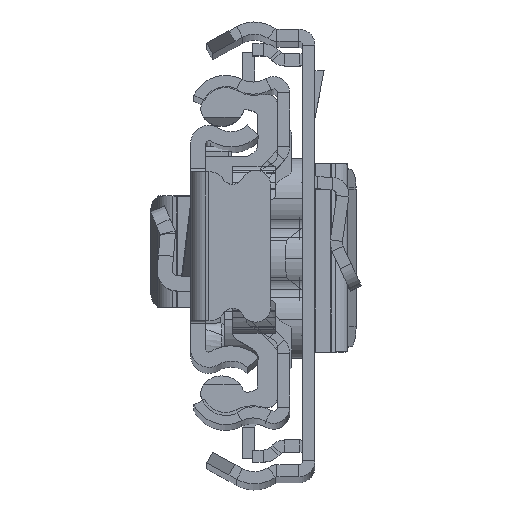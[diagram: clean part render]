
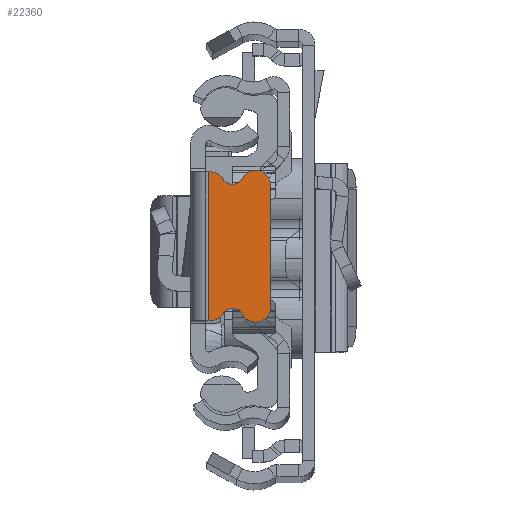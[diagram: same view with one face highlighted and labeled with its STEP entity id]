
A CAD part, top view. The second image highlights one B-rep face of the part: STEP entity #22360.
In plain terms, the highlighted planar face has unit normal (0, 0, 1).
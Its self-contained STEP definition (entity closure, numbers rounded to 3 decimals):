
#157 = VERTEX_POINT ( 'NONE', #650 ) ;
#342 = AXIS2_PLACEMENT_3D ( 'NONE', #13820, #2019, #7914 ) ;
#405 = VECTOR ( 'NONE', #18049, 1000. ) ;
#650 = CARTESIAN_POINT ( 'NONE',  ( -1.929, 7.37, 0. ) ) ;
#1170 = CARTESIAN_POINT ( 'NONE',  ( -1.929, 7.37, 0. ) ) ;
#1545 = ORIENTED_EDGE ( 'NONE', *, *, #6766, .F. ) ;
#1874 = ORIENTED_EDGE ( 'NONE', *, *, #4621, .F. ) ;
#2019 = DIRECTION ( 'NONE',  ( 0., 0., 1. ) ) ;
#2437 = CIRCLE ( 'NONE', #13582, 1.5 ) ;
#2690 = CARTESIAN_POINT ( 'NONE',  ( -5.109, -6.713, 0. ) ) ;
#3083 = ORIENTED_EDGE ( 'NONE', *, *, #16124, .T. ) ;
#3133 = CARTESIAN_POINT ( 'NONE',  ( -4.142, -7.236, 0. ) ) ;
#3596 = DIRECTION ( 'NONE',  ( 1., 0., 0. ) ) ;
#4290 = ORIENTED_EDGE ( 'NONE', *, *, #4495, .T. ) ;
#4441 = VERTEX_POINT ( 'NONE', #22933 ) ;
#4495 = EDGE_CURVE ( 'NONE', #25151, #25179, #17957, .T. ) ;
#4621 = EDGE_CURVE ( 'NONE', #4441, #14826, #11729, .T. ) ;
#5316 = DIRECTION ( 'NONE',  ( 1., 0., 0. ) ) ;
#5385 = DIRECTION ( 'NONE',  ( 0., -1., 0. ) ) ;
#5618 = DIRECTION ( 'NONE',  ( 0., 0., 1. ) ) ;
#5731 = VERTEX_POINT ( 'NONE', #25800 ) ;
#5811 = CARTESIAN_POINT ( 'NONE',  ( -1.929, -7.37, 0. ) ) ;
#6537 = CARTESIAN_POINT ( 'NONE',  ( -1.75, 7.37, 0. ) ) ;
#6766 = EDGE_CURVE ( 'NONE', #157, #18576, #19584, .T. ) ;
#7024 = DIRECTION ( 'NONE',  ( 0., 0., -1. ) ) ;
#7262 = FACE_OUTER_BOUND ( 'NONE', #15093, .T. ) ;
#7269 = LINE ( 'NONE', #23581, #14337 ) ;
#7576 = VECTOR ( 'NONE', #5316, 1000. ) ;
#7630 = CARTESIAN_POINT ( 'NONE',  ( -1.929, -5.87, 0. ) ) ;
#7914 = DIRECTION ( 'NONE',  ( -1., 0., 0. ) ) ;
#8004 = ORIENTED_EDGE ( 'NONE', *, *, #17470, .T. ) ;
#8072 = CARTESIAN_POINT ( 'NONE',  ( -3.206, 6.658, 0. ) ) ;
#8273 = CIRCLE ( 'NONE', #19456, 1.5 ) ;
#9319 = DIRECTION ( 'NONE',  ( -1., 0., 0. ) ) ;
#9687 = CARTESIAN_POINT ( 'NONE',  ( -1.75, 0., 0. ) ) ;
#10130 = CARTESIAN_POINT ( 'NONE',  ( -6.429, 6., 0. ) ) ;
#11093 = EDGE_CURVE ( 'NONE', #21806, #16409, #23561, .T. ) ;
#11575 = DIRECTION ( 'NONE',  ( 1., 0., 0. ) ) ;
#11684 = AXIS2_PLACEMENT_3D ( 'NONE', #11878, #17930, #14026 ) ;
#11729 = LINE ( 'NONE', #5811, #405 ) ;
#11878 = CARTESIAN_POINT ( 'NONE',  ( -4.142, 7.236, 0. ) ) ;
#11886 = DIRECTION ( 'NONE',  ( 1., 0., 0. ) ) ;
#11955 = AXIS2_PLACEMENT_3D ( 'NONE', #10130, #18479, #16337 ) ;
#12779 = CIRCLE ( 'NONE', #342, 1.5 ) ;
#13582 = AXIS2_PLACEMENT_3D ( 'NONE', #26292, #26424, #11886 ) ;
#13800 = ORIENTED_EDGE ( 'NONE', *, *, #11093, .T. ) ;
#13820 = CARTESIAN_POINT ( 'NONE',  ( -1.929, 5.87, 0. ) ) ;
#13832 = CIRCLE ( 'NONE', #11684, 1.1 ) ;
#14026 = DIRECTION ( 'NONE',  ( 1., 0., 0. ) ) ;
#14137 = EDGE_CURVE ( 'NONE', #20903, #21806, #13832, .T. ) ;
#14337 = VECTOR ( 'NONE', #5385, 1000. ) ;
#14826 = VERTEX_POINT ( 'NONE', #23681 ) ;
#15093 = EDGE_LOOP ( 'NONE', ( #18484, #1545, #18430, #18531, #13800, #23248, #8004, #4290, #3083, #1874 ) ) ;
#15337 = VECTOR ( 'NONE', #20197, 1000. ) ;
#15492 = PLANE ( 'NONE',  #23642 ) ;
#16124 = EDGE_CURVE ( 'NONE', #25179, #14826, #8273, .T. ) ;
#16337 = DIRECTION ( 'NONE',  ( -1., 0., 0. ) ) ;
#16409 = VERTEX_POINT ( 'NONE', #18826 ) ;
#16751 = CARTESIAN_POINT ( 'NONE',  ( -5.109, 6.713, 0. ) ) ;
#17470 = EDGE_CURVE ( 'NONE', #5731, #25151, #2437, .T. ) ;
#17893 = DIRECTION ( 'NONE',  ( 0., 0., 1. ) ) ;
#17930 = DIRECTION ( 'NONE',  ( 0., 0., -1. ) ) ;
#17957 = CIRCLE ( 'NONE', #21422, 1.1 ) ;
#18049 = DIRECTION ( 'NONE',  ( -1., 0., 0. ) ) ;
#18122 = EDGE_CURVE ( 'NONE', #18576, #4441, #22211, .T. ) ;
#18430 = ORIENTED_EDGE ( 'NONE', *, *, #18467, .T. ) ;
#18467 = EDGE_CURVE ( 'NONE', #157, #20903, #12779, .T. ) ;
#18479 = DIRECTION ( 'NONE',  ( 0., 0., 1. ) ) ;
#18484 = ORIENTED_EDGE ( 'NONE', *, *, #18122, .F. ) ;
#18531 = ORIENTED_EDGE ( 'NONE', *, *, #14137, .T. ) ;
#18576 = VERTEX_POINT ( 'NONE', #6537 ) ;
#18826 = CARTESIAN_POINT ( 'NONE',  ( -7.929, 6., 0. ) ) ;
#19094 = CARTESIAN_POINT ( 'NONE',  ( -3.206, -6.658, 0. ) ) ;
#19456 = AXIS2_PLACEMENT_3D ( 'NONE', #7630, #5618, #3596 ) ;
#19584 = LINE ( 'NONE', #1170, #7576 ) ;
#20197 = DIRECTION ( 'NONE',  ( 0., -1., 0. ) ) ;
#20903 = VERTEX_POINT ( 'NONE', #8072 ) ;
#21422 = AXIS2_PLACEMENT_3D ( 'NONE', #3133, #7024, #9319 ) ;
#21806 = VERTEX_POINT ( 'NONE', #16751 ) ;
#22211 = LINE ( 'NONE', #9687, #15337 ) ;
#22360 = ADVANCED_FACE ( 'NONE', ( #7262 ), #15492, .T. ) ;
#22933 = CARTESIAN_POINT ( 'NONE',  ( -1.75, -7.37, 0. ) ) ;
#23248 = ORIENTED_EDGE ( 'NONE', *, *, #25915, .T. ) ;
#23561 = CIRCLE ( 'NONE', #11955, 1.5 ) ;
#23581 = CARTESIAN_POINT ( 'NONE',  ( -7.929, -6., 0. ) ) ;
#23642 = AXIS2_PLACEMENT_3D ( 'NONE', #23699, #17893, #11575 ) ;
#23681 = CARTESIAN_POINT ( 'NONE',  ( -1.929, -7.37, 0. ) ) ;
#23699 = CARTESIAN_POINT ( 'NONE',  ( 344.071, 0., 0. ) ) ;
#25151 = VERTEX_POINT ( 'NONE', #2690 ) ;
#25179 = VERTEX_POINT ( 'NONE', #19094 ) ;
#25800 = CARTESIAN_POINT ( 'NONE',  ( -7.929, -6., 0. ) ) ;
#25915 = EDGE_CURVE ( 'NONE', #16409, #5731, #7269, .T. ) ;
#26292 = CARTESIAN_POINT ( 'NONE',  ( -6.429, -6., 0. ) ) ;
#26424 = DIRECTION ( 'NONE',  ( 0., 0., 1. ) ) ;
